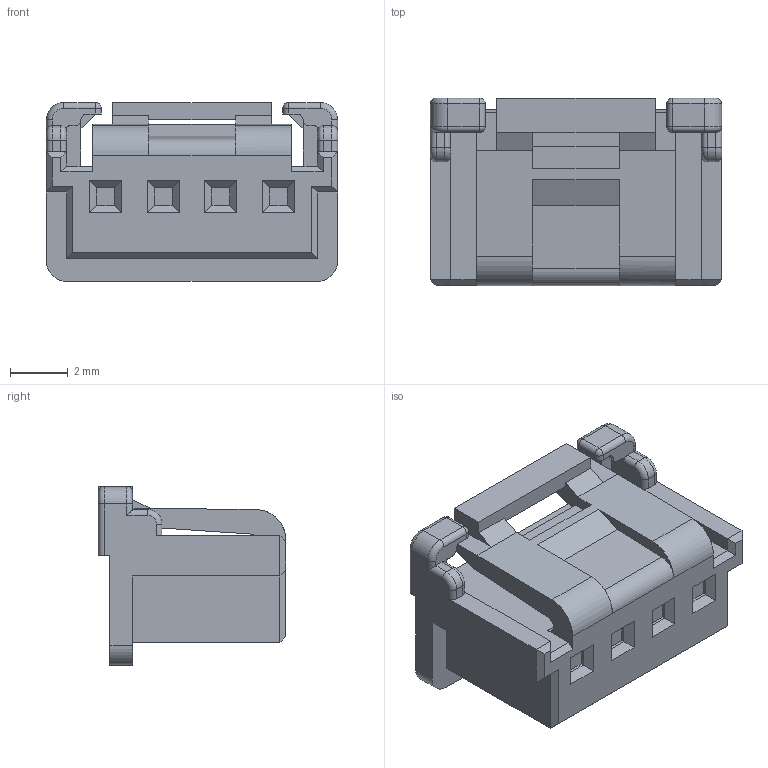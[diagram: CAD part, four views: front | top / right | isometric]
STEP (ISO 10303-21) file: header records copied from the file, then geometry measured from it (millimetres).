
FILE_DESCRIPTION((''),'2;1');
FILE_NAME('5023510400','2017-05-30T',('ksrinivasara'),(''),'PRO/ENGINEER BY PARAMETRIC TECHNOLOGY CORPORATION, 2012310','PRO/ENGINEER BY PARAMETRIC TECHNOLOGY CORPORATION, 2012310','');
FILE_SCHEMA(('CONFIG_CONTROL_DESIGN'));
Length unit declared in the file: millimetre
Products named in the file (1): 5023510400
Bounding box: 10.1 x 6.5 x 6.2 mm (x, y, z)
Volume: 212.2 mm3; surface area: 425.1 mm2
Topology: 1 solids, 1 shells, 289 faces, 731 edges, 447 vertices
Faces by surface type: plane 239, cylinder 38, torus 8, sphere 4
Entity records: 8458 total; most frequent: CARTESIAN_POINT 1482, ORIENTED_EDGE 1454, DIRECTION 1386, EDGE_CURVE 727, VECTOR 644, LINE 644, VERTEX_POINT 447, AXIS2_PLACEMENT_3D 371
